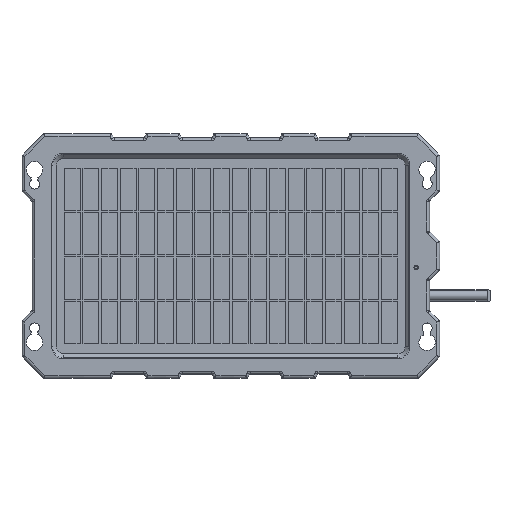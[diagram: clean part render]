
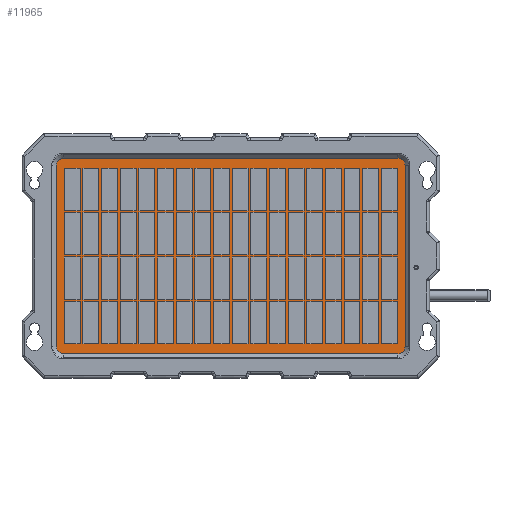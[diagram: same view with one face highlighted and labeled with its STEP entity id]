
A CAD part, top view. The second image highlights one B-rep face of the part: STEP entity #11965.
In plain terms, the highlighted planar face has unit normal (0, 0, 1).
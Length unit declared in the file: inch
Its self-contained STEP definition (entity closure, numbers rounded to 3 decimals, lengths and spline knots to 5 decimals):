
#818=LINE('',#20185,#2060);
#822=LINE('',#20194,#2064);
#827=LINE('',#20207,#2069);
#830=LINE('',#20217,#2072);
#2060=VECTOR('',#15484,0.3937);
#2064=VECTOR('',#15494,0.3937);
#2069=VECTOR('',#15511,0.3937);
#2072=VECTOR('',#15524,0.3937);
#3025=PLANE('',#13240);
#3813=FACE_OUTER_BOUND('',#4632,.T.);
#4632=EDGE_LOOP('',(#9661,#9662,#9663,#9664,#9665,#9666,#9667,#9668));
#5400=CIRCLE('',#13227,0.25);
#5401=CIRCLE('',#13230,0.25);
#5402=CIRCLE('',#13236,0.25);
#5403=CIRCLE('',#13238,0.25);
#5844=VERTEX_POINT('',#20182);
#5845=VERTEX_POINT('',#20184);
#5846=VERTEX_POINT('',#20188);
#5847=VERTEX_POINT('',#20192);
#5848=VERTEX_POINT('',#20196);
#5849=VERTEX_POINT('',#20205);
#5850=VERTEX_POINT('',#20209);
#5851=VERTEX_POINT('',#20213);
#7210=EDGE_CURVE('',#5844,#5845,#818,.T.);
#7213=EDGE_CURVE('',#5844,#5846,#5400,.T.);
#7215=EDGE_CURVE('',#5847,#5846,#822,.T.);
#7217=EDGE_CURVE('',#5847,#5848,#5401,.T.);
#7221=EDGE_CURVE('',#5849,#5848,#827,.T.);
#7223=EDGE_CURVE('',#5849,#5850,#5402,.T.);
#7224=EDGE_CURVE('',#5851,#5845,#5403,.T.);
#7226=EDGE_CURVE('',#5851,#5850,#830,.T.);
#9661=ORIENTED_EDGE('',*,*,#7217,.T.);
#9662=ORIENTED_EDGE('',*,*,#7221,.F.);
#9663=ORIENTED_EDGE('',*,*,#7223,.T.);
#9664=ORIENTED_EDGE('',*,*,#7226,.F.);
#9665=ORIENTED_EDGE('',*,*,#7224,.T.);
#9666=ORIENTED_EDGE('',*,*,#7210,.F.);
#9667=ORIENTED_EDGE('',*,*,#7213,.T.);
#9668=ORIENTED_EDGE('',*,*,#7215,.F.);
#11965=ADVANCED_FACE('',(#3813),#3025,.F.);
#13227=AXIS2_PLACEMENT_3D('',#20190,#15489,#15490);
#13230=AXIS2_PLACEMENT_3D('',#20198,#15498,#15499);
#13236=AXIS2_PLACEMENT_3D('',#20211,#15515,#15516);
#13238=AXIS2_PLACEMENT_3D('',#20214,#15519,#15520);
#13240=AXIS2_PLACEMENT_3D('',#20218,#15525,#15526);
#15484=DIRECTION('',(-1.,0.,0.));
#15489=DIRECTION('center_axis',(0.,0.,1.));
#15490=DIRECTION('ref_axis',(0.707,-0.707,0.));
#15494=DIRECTION('',(0.,-1.,0.));
#15498=DIRECTION('center_axis',(0.,0.,1.));
#15499=DIRECTION('ref_axis',(0.707,0.707,0.));
#15511=DIRECTION('',(1.,0.,0.));
#15515=DIRECTION('center_axis',(0.,0.,1.));
#15516=DIRECTION('ref_axis',(-0.707,0.707,0.));
#15519=DIRECTION('center_axis',(0.,0.,1.));
#15520=DIRECTION('ref_axis',(-0.707,-0.707,0.));
#15524=DIRECTION('',(0.,1.,0.));
#15525=DIRECTION('center_axis',(0.,0.,-1.));
#15526=DIRECTION('ref_axis',(-1.,0.,0.));
#20182=CARTESIAN_POINT('',(13.05,0.85,0.6));
#20184=CARTESIAN_POINT('',(1.45,0.85,0.6));
#20185=CARTESIAN_POINT('',(13.3,0.85,0.6));
#20188=CARTESIAN_POINT('',(13.3,1.1,0.6));
#20190=CARTESIAN_POINT('Origin',(13.05,1.1,0.6));
#20192=CARTESIAN_POINT('',(13.3,7.4,0.6));
#20194=CARTESIAN_POINT('',(13.3,7.65,0.6));
#20196=CARTESIAN_POINT('',(13.05,7.65,0.6));
#20198=CARTESIAN_POINT('Origin',(13.05,7.4,0.6));
#20205=CARTESIAN_POINT('',(1.45,7.65,0.6));
#20207=CARTESIAN_POINT('',(1.2,7.65,0.6));
#20209=CARTESIAN_POINT('',(1.2,7.4,0.6));
#20211=CARTESIAN_POINT('Origin',(1.45,7.4,0.6));
#20213=CARTESIAN_POINT('',(1.2,1.1,0.6));
#20214=CARTESIAN_POINT('Origin',(1.45,1.1,0.6));
#20217=CARTESIAN_POINT('',(1.2,0.85,0.6));
#20218=CARTESIAN_POINT('Origin',(7.25,4.25,0.6));
